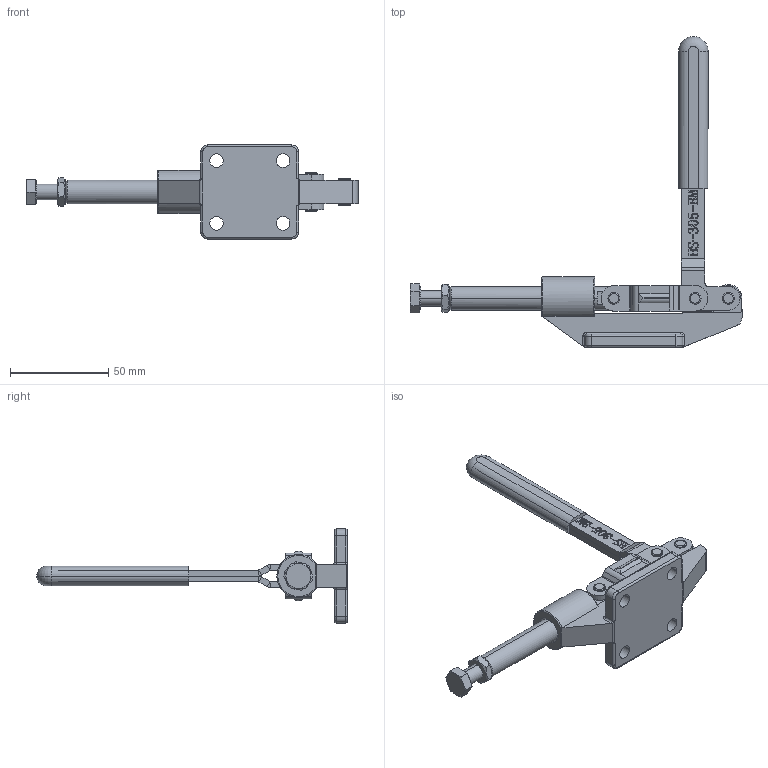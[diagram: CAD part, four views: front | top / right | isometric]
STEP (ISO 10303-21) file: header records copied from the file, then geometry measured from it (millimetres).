
FILE_DESCRIPTION (( 'STEP AP203' ), '1' );
FILE_NAME ('HS-305-BM .STEP', '2019-08-14T08:40:48', ( '微软用户' ), ( '微软中国' ), 'SwSTEP 2.0', 'SolidWorks 2012', '' );
FILE_SCHEMA (( 'CONFIG_CONTROL_DESIGN' ));
Length unit declared in the file: millimetre
Products named in the file (11): 忒參; hexagon head bolts-full thread gb_GB_FASTENER_BOLT_STBAB A M8X30-N; hex thin nuts-grades ab-chamfered gb_GB_FASTENER_NUT_STNAB M8-N; 挴裝; 种2; 种1; 种; 忒梟酘; 蟀裝; 菁釱; HS-305-BM 
Assembly tree (11 placements, depth 2):
  HS-305-BM 
    菁釱
    蟀裝  x2
    忒梟酘
    种
    种1
    种2
    挴裝
    hex thin nuts-grades ab-chamfered gb_GB_FASTENER_NUT_STNAB M8-N
    hexagon head bolts-full thread gb_GB_FASTENER_BOLT_STBAB A M8X30-N
    忒參
Bounding box: 169.34 x 158.53 x 48 mm (x, y, z)
Volume: 67210.9 mm3; surface area: 38492 mm2
Topology: 12 solids, 12 shells, 767 faces, 1933 edges, 1224 vertices
Faces by surface type: plane 403, bspline 146, cylinder 139, torus 49, cone 30
Entity records: 29987 total; most frequent: CARTESIAN_POINT 12218, ORIENTED_EDGE 3658, DIRECTION 3018, EDGE_CURVE 1829, VERTEX_POINT 1168, LINE 1118, VECTOR 1118, AXIS2_PLACEMENT_3D 950
